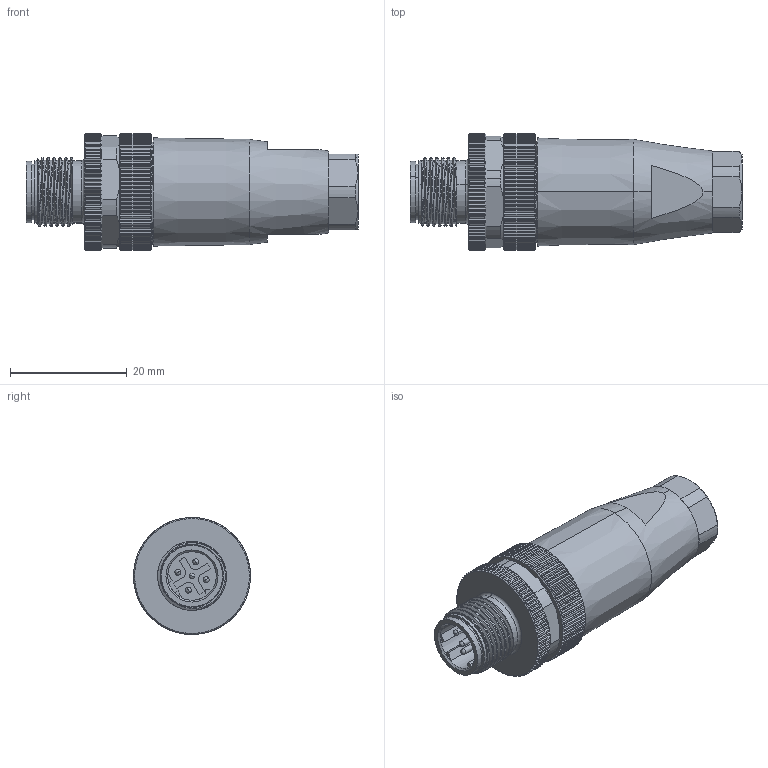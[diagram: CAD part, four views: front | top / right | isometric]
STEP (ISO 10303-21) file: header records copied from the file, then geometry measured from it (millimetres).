
FILE_DESCRIPTION (( 'STEP AP203' ), '1' );
FILE_NAME ('55-00449_revA.STEP', '2024-07-16T00:54:25', ( '' ), ( '' ), 'SwSTEP 2.0', 'SolidWorks 2021', '' );
FILE_SCHEMA (( 'CONFIG_CONTROL_DESIGN' ));
Length unit declared in the file: millimetre
Products named in the file (12): 55-00449-01___; 55-00449-03___; 55-00449-10___; 55-00449-11___; 55-00449_revA; 55-00449-07___; 55-00449-09___; 55-00449-02; 55-00449-06___; 55-00449-08___; 55-00449-05___; 55-00449-04___
Assembly tree (18 placements, depth 2):
  55-00449_revA
    55-00449-01___
    55-00449-02
    55-00449-03___
    55-00449-04___
    55-00449-06___
    55-00449-07___  x4
    55-00449-08___  x5
    55-00449-05___
    55-00449-09___
    55-00449-10___
    55-00449-11___
Bounding box: 56.8 x 20 x 20 mm (x, y, z)
Volume: 8712.7 mm3; surface area: 13939.7 mm2
Topology: 18 solids, 18 shells, 1661 faces, 4001 edges, 2399 vertices
Faces by surface type: plane 582, cylinder 553, cone 460, sphere 30, bspline 28, torus 8
Entity records: 53870 total; most frequent: CARTESIAN_POINT 20337, ORIENTED_EDGE 6934, DIRECTION 6522, EDGE_CURVE 3467, AXIS2_PLACEMENT_3D 2683, VERTEX_POINT 2055, EDGE_LOOP 1536, FACE_OUTER_BOUND 1467
